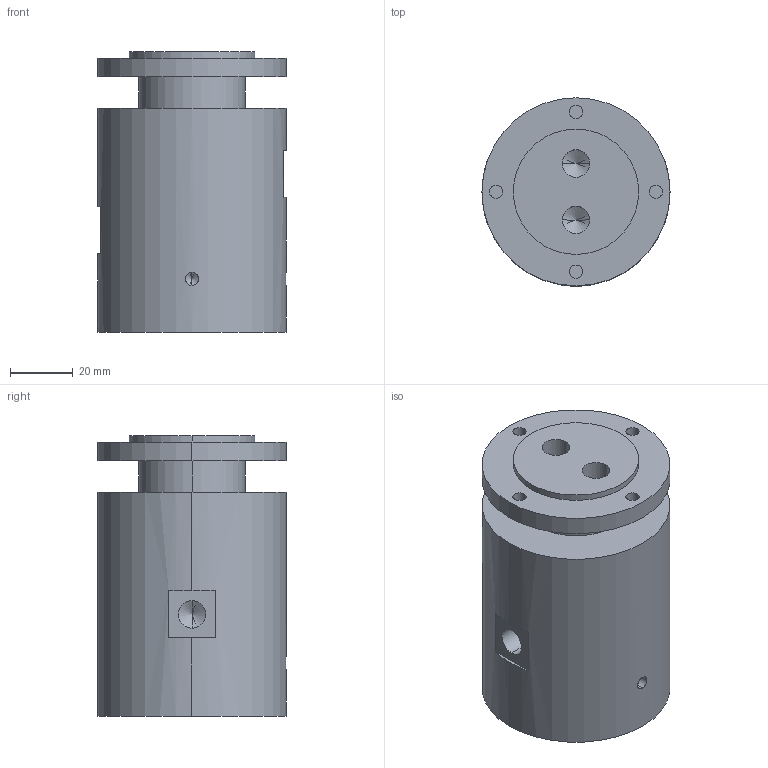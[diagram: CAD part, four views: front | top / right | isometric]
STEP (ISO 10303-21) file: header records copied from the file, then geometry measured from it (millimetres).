
FILE_DESCRIPTION (( 'STEP AP203' ), '1' );
FILE_NAME ('RX00714006.STEP', '2020-07-15T01:21:06', ( '微软用户' ), ( '微软中国' ), 'SwSTEP 2.0', 'SolidWorks 2014', '' );
FILE_SCHEMA (( 'CONFIG_CONTROL_DESIGN' ));
Length unit declared in the file: millimetre
Products named in the file (1): RX00714006
Bounding box: 60 x 60 x 89.5 mm (x, y, z)
Volume: 227806.4 mm3; surface area: 26751.4 mm2
Topology: 1 solids, 1 shells, 55 faces, 139 edges, 82 vertices
Faces by surface type: cylinder 28, plane 15, cone 12
Entity records: 1774 total; most frequent: CARTESIAN_POINT 377, DIRECTION 295, ORIENTED_EDGE 254, EDGE_CURVE 127, AXIS2_PLACEMENT_3D 116, VERTEX_POINT 82, EDGE_LOOP 71, VECTOR 63
